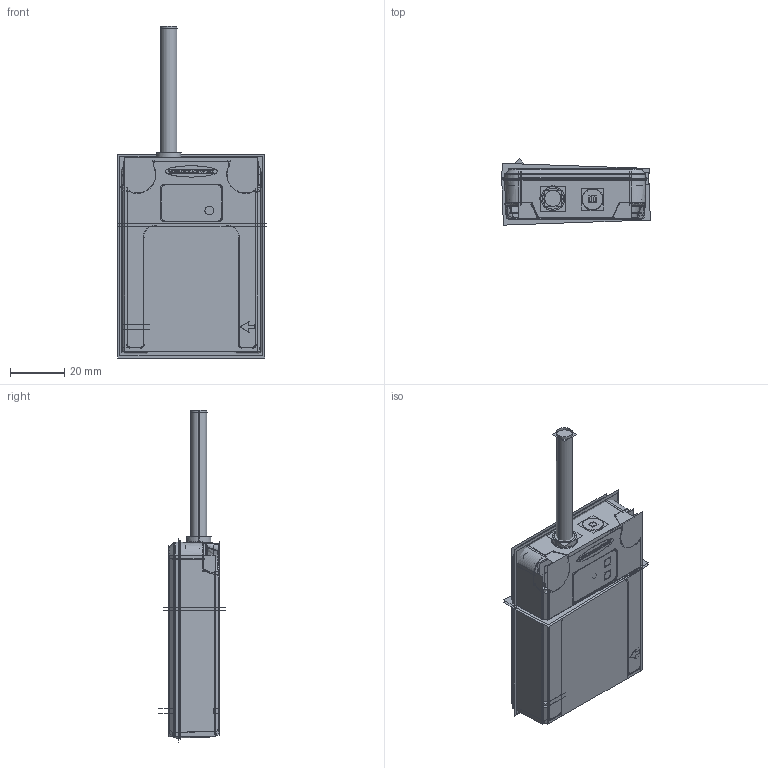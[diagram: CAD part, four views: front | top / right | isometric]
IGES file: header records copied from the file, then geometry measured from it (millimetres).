
Start section:  PTC IGES file: 159570.igs
Global section: file name: 159570.igs; native system: Creo Parametric by Parametric Technology Corporation; preprocessor: 2013230; author: pdmadmin; organization: Unknown; date: 20151021.135911; units: millimetre
Bounding box: 54.69 x 24.46 x 122.22 mm (x, y, z)
Volume: 22617.7 mm3; surface area: 278556.6 mm2
Topology: 8 solids, 8 shells, 2378 faces, 11810 edges, 14673 vertices
Faces by surface type: bspline 1300, revolution 832, extrusion 246
